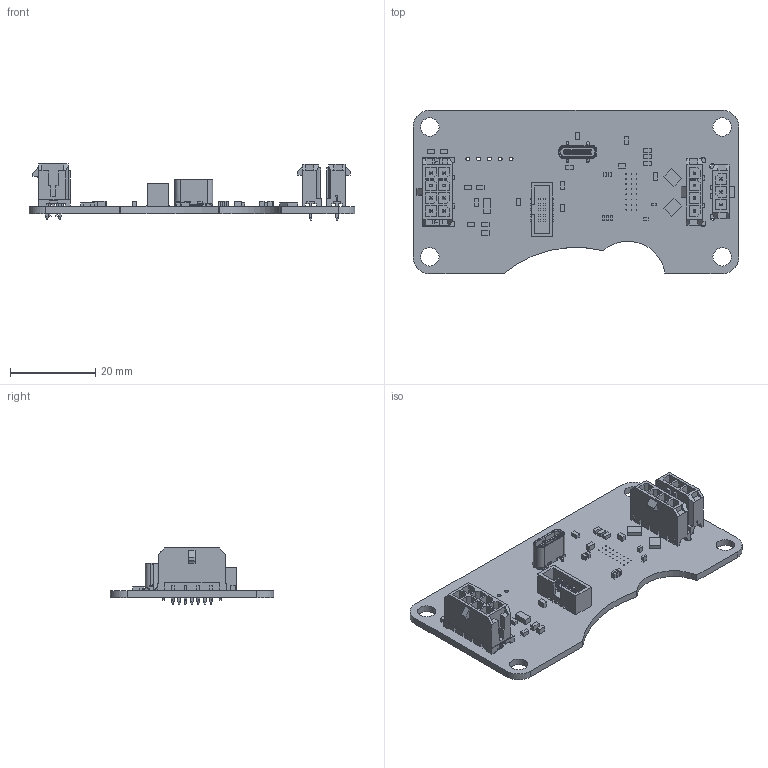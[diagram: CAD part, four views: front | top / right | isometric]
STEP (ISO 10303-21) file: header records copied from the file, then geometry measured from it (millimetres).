
FILE_DESCRIPTION(('Open CASCADE Model'),'2;1');
FILE_NAME('Open CASCADE Shape Model','2022-01-30T18:27:43',('Author'),( 'Open CASCADE'),'Open CASCADE STEP processor 6.8','Open CASCADE 6.8' ,'Unknown');
FILE_SCHEMA(('AUTOMOTIVE_DESIGN { 1 0 10303 214 1 1 1 1 }'));
Length unit declared in the file: millimetre
Products named in the file (65): PCB; Board; C9; 534299280; Extruded; P3; 1X3vertical; Open CASCADE STEP translator 6.8 1.3.1.1; Open CASCADE STEP translator 6.8 1.3.1.2; R15; 534299408; R14; R13; D5; D4; D3; C8; 534299152; C7; C6; 534299024; R1; 534298896; R5; R4; R9; R10; 534298640; R11; 534298384; R2; 534298512; R3; R8; R7; R6; P2; 1x4vertical; Open CASCADE STEP translator 6.8 1.24.1.1; Open CASCADE STEP translator 6.8 1.24.1.2 ...
Assembly tree (84 placements, depth 4):
  PCB
    Board
    C9
      534299280
        Extruded
    P3
      1X3vertical
        Open CASCADE STEP translator 6.8 1.3.1.1
        Open CASCADE STEP translator 6.8 1.3.1.2
    R15
      534299408
        Extruded
    R14
      534299408
        Extruded
    R13
      534299408
        Extruded
    D5
      534299280
        Extruded
    D4
      534299280
        Extruded
    D3
      534299280
        Extruded
    C8
      534299152
        Extruded
    C7
      534299152
        Extruded
    C6
      534299024
        Extruded
    R1
      534298896
        Extruded
    R5
      534299408
        Extruded
    R4
      534298896
        Extruded
    R9
      534298896
        Extruded
    R10
      534298640
        Extruded
    R11
      534298384
        Extruded
    R2
      534298512
        Extruded
    R3
      534298512
        Extruded
Bounding box: 76.45 x 38.37 x 13.19 mm (x, y, z)
Volume: 6052.9 mm3; surface area: 10335.3 mm2
Topology: 72 solids, 72 shells, 2042 faces, 5114 edges, 3334 vertices
Faces by surface type: plane 1764, cylinder 250, cone 16, bspline 8, torus 4
Full cylindrical faces by diameter (mm): 0.2 x24, 0.52 x2, 0.6 x4, 0.762 x7, 0.9 x5, 1.02 x2, 1.067 x8, 1.27 x4, 2.41 x2, 4.318 x4
Entity records: 58885 total; most frequent: CARTESIAN_POINT 10279, ORIENTED_EDGE 9648, DIRECTION 9426, EDGE_CURVE 4824, LINE 4240, VECTOR 4240, VERTEX_POINT 3074, AXIS2_PLACEMENT_3D 2593
